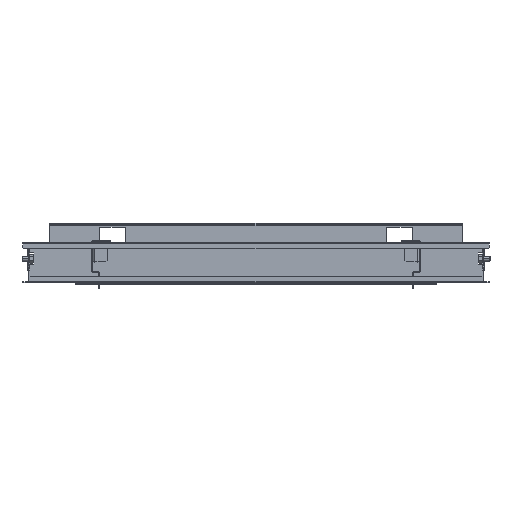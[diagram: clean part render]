
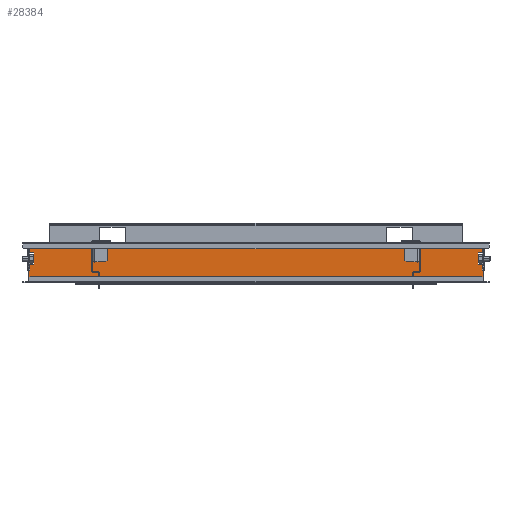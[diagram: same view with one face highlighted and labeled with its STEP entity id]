
A CAD part, front view. The second image highlights one B-rep face of the part: STEP entity #28384.
In plain terms, the highlighted planar face has unit normal (0, -1, 0).
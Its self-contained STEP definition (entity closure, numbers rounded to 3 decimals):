
#1268=DIRECTION('',(0.,0.,-1.));
#1269=VECTOR('',#1268,28.5);
#1270=CARTESIAN_POINT('',(253.,-462.7,-4.));
#1271=LINE('',#1270,#1269);
#1405=DIRECTION('',(1.,0.,0.));
#1406=VECTOR('',#1405,1.5);
#1407=CARTESIAN_POINT('',(351.,-462.7,-9.5));
#1408=LINE('',#1407,#1406);
#1427=DIRECTION('',(0.,0.,1.));
#1428=VECTOR('',#1427,8.5);
#1429=CARTESIAN_POINT('',(351.,-462.7,-18.));
#1430=LINE('',#1429,#1428);
#1750=DIRECTION('',(0.,0.,-1.));
#1751=VECTOR('',#1750,2.5);
#1752=CARTESIAN_POINT('',(344.5,-462.7,-18.));
#1753=LINE('',#1752,#1751);
#1754=DIRECTION('',(0.,0.,-1.));
#1755=VECTOR('',#1754,13.);
#1756=CARTESIAN_POINT('',(344.5,-462.7,-20.5));
#1757=LINE('',#1756,#1755);
#1758=DIRECTION('',(0.,0.,-1.));
#1759=VECTOR('',#1758,2.5);
#1760=CARTESIAN_POINT('',(344.5,-462.7,-33.5));
#1761=LINE('',#1760,#1759);
#1762=DIRECTION('',(1.,0.,0.));
#1763=VECTOR('',#1762,6.5);
#1764=CARTESIAN_POINT('',(344.5,-462.7,-36.));
#1765=LINE('',#1764,#1763);
#1766=DIRECTION('',(0.,0.,-1.));
#1767=VECTOR('',#1766,8.5);
#1768=CARTESIAN_POINT('',(351.,-462.7,-36.));
#1769=LINE('',#1768,#1767);
#1770=DIRECTION('',(1.,0.,0.));
#1771=VECTOR('',#1770,1.5);
#1772=CARTESIAN_POINT('',(351.,-462.7,-44.5));
#1773=LINE('',#1772,#1771);
#1774=DIRECTION('',(0.,0.,-1.));
#1775=VECTOR('',#1774,17.5);
#1776=CARTESIAN_POINT('',(352.5,-462.7,-44.5));
#1777=LINE('',#1776,#1775);
#1778=DIRECTION('',(0.,0.,1.));
#1779=VECTOR('',#1778,17.5);
#1780=CARTESIAN_POINT('',(-352.5,-462.7,-62.));
#1781=LINE('',#1780,#1779);
#1782=DIRECTION('',(-1.,0.,0.));
#1783=VECTOR('',#1782,1.5);
#1784=CARTESIAN_POINT('',(-351.,-462.7,-9.5));
#1785=LINE('',#1784,#1783);
#1786=DIRECTION('',(0.,0.,1.));
#1787=VECTOR('',#1786,5.5);
#1788=CARTESIAN_POINT('',(-352.5,-462.7,-9.5));
#1789=LINE('',#1788,#1787);
#1790=DIRECTION('',(0.,0.,-1.));
#1791=VECTOR('',#1790,28.5);
#1792=CARTESIAN_POINT('',(-253.,-462.7,-4.));
#1793=LINE('',#1792,#1791);
#1794=DIRECTION('',(0.,0.,-1.));
#1795=VECTOR('',#1794,5.5);
#1796=CARTESIAN_POINT('',(352.5,-462.7,-4.));
#1797=LINE('',#1796,#1795);
#1826=DIRECTION('',(1.,0.,0.));
#1827=VECTOR('',#1826,6.5);
#1828=CARTESIAN_POINT('',(344.5,-462.7,-18.));
#1829=LINE('',#1828,#1827);
#1886=DIRECTION('',(-1.,0.,0.));
#1887=VECTOR('',#1886,1.5);
#1888=CARTESIAN_POINT('',(-351.,-462.7,-44.5));
#1889=LINE('',#1888,#1887);
#1908=DIRECTION('',(0.,0.,-1.));
#1909=VECTOR('',#1908,8.5);
#1910=CARTESIAN_POINT('',(-351.,-462.7,-36.));
#1911=LINE('',#1910,#1909);
#2228=DIRECTION('',(0.,0.,-1.));
#2229=VECTOR('',#2228,8.5);
#2230=CARTESIAN_POINT('',(-351.,-462.7,-9.5));
#2231=LINE('',#2230,#2229);
#2268=DIRECTION('',(1.,0.,0.));
#2269=VECTOR('',#2268,6.5);
#2270=CARTESIAN_POINT('',(-351.,-462.7,-18.));
#2271=LINE('',#2270,#2269);
#2280=DIRECTION('',(0.,0.,-1.));
#2281=VECTOR('',#2280,2.5);
#2282=CARTESIAN_POINT('',(-344.5,-462.7,-18.));
#2283=LINE('',#2282,#2281);
#2292=DIRECTION('',(0.,0.,-1.));
#2293=VECTOR('',#2292,13.);
#2294=CARTESIAN_POINT('',(-344.5,-462.7,-20.5));
#2295=LINE('',#2294,#2293);
#2304=DIRECTION('',(0.,0.,-1.));
#2305=VECTOR('',#2304,2.5);
#2306=CARTESIAN_POINT('',(-344.5,-462.7,-33.5));
#2307=LINE('',#2306,#2305);
#2316=DIRECTION('',(-1.,0.,0.));
#2317=VECTOR('',#2316,6.5);
#2318=CARTESIAN_POINT('',(-344.5,-462.7,-36.));
#2319=LINE('',#2318,#2317);
#10780=DIRECTION('',(-1.,0.,0.));
#10781=VECTOR('',#10780,99.5);
#10782=CARTESIAN_POINT('',(352.5,-462.7,-4.));
#10783=LINE('',#10782,#10781);
#10856=DIRECTION('',(-1.,0.,0.));
#10857=VECTOR('',#10856,500.);
#10858=CARTESIAN_POINT('',(250.,-462.7,-4.));
#10859=LINE('',#10858,#10857);
#10864=DIRECTION('',(0.,0.,-1.));
#10865=VECTOR('',#10864,28.5);
#10866=CARTESIAN_POINT('',(-250.,-462.7,-4.));
#10867=LINE('',#10866,#10865);
#10876=DIRECTION('',(-1.,0.,0.));
#10877=VECTOR('',#10876,3.);
#10878=CARTESIAN_POINT('',(-250.,-462.7,-32.5));
#10879=LINE('',#10878,#10877);
#10888=DIRECTION('',(0.,0.,1.));
#10889=VECTOR('',#10888,28.5);
#10890=CARTESIAN_POINT('',(250.,-462.7,-32.5));
#10891=LINE('',#10890,#10889);
#10900=DIRECTION('',(-1.,0.,0.));
#10901=VECTOR('',#10900,3.);
#10902=CARTESIAN_POINT('',(253.,-462.7,-32.5));
#10903=LINE('',#10902,#10901);
#10908=DIRECTION('',(-1.,0.,0.));
#10909=VECTOR('',#10908,99.5);
#10910=CARTESIAN_POINT('',(-253.,-462.7,-4.));
#10911=LINE('',#10910,#10909);
#11246=DIRECTION('',(1.,0.,0.));
#11247=VECTOR('',#11246,705.);
#11248=CARTESIAN_POINT('',(-352.5,-462.7,-62.));
#11249=LINE('',#11248,#11247);
#23629=CARTESIAN_POINT('',(-253.,-462.7,-32.5));
#23631=VERTEX_POINT('',#23629);
#23689=CARTESIAN_POINT('',(344.5,-462.7,-20.5));
#23690=VERTEX_POINT('',#23689);
#23691=CARTESIAN_POINT('',(344.5,-462.7,-33.5));
#23692=VERTEX_POINT('',#23691);
#23693=CARTESIAN_POINT('',(344.5,-462.7,-36.));
#23694=VERTEX_POINT('',#23693);
#23695=CARTESIAN_POINT('',(351.,-462.7,-36.));
#23696=VERTEX_POINT('',#23695);
#23748=CARTESIAN_POINT('',(351.,-462.7,-44.5));
#23749=VERTEX_POINT('',#23748);
#23750=CARTESIAN_POINT('',(352.5,-462.7,-44.5));
#23751=VERTEX_POINT('',#23750);
#23752=CARTESIAN_POINT('',(352.5,-462.7,-62.));
#23753=VERTEX_POINT('',#23752);
#23754=CARTESIAN_POINT('',(352.5,-462.7,-9.5));
#23755=VERTEX_POINT('',#23754);
#23762=CARTESIAN_POINT('',(-352.5,-462.7,-62.));
#23763=VERTEX_POINT('',#23762);
#23764=CARTESIAN_POINT('',(-352.5,-462.7,-4.));
#23765=VERTEX_POINT('',#23764);
#23766=CARTESIAN_POINT('',(-352.5,-462.7,-44.5));
#23767=VERTEX_POINT('',#23766);
#23768=CARTESIAN_POINT('',(-352.5,-462.7,-9.5));
#23769=VERTEX_POINT('',#23768);
#23770=CARTESIAN_POINT('',(344.5,-462.7,-18.));
#23771=VERTEX_POINT('',#23770);
#23772=CARTESIAN_POINT('',(-351.,-462.7,-44.5));
#23773=VERTEX_POINT('',#23772);
#23774=CARTESIAN_POINT('',(-344.5,-462.7,-36.));
#23775=CARTESIAN_POINT('',(-351.,-462.7,-36.));
#23776=VERTEX_POINT('',#23774);
#23777=VERTEX_POINT('',#23775);
#23778=CARTESIAN_POINT('',(-344.5,-462.7,-33.5));
#23779=VERTEX_POINT('',#23778);
#23780=CARTESIAN_POINT('',(-344.5,-462.7,-20.5));
#23781=VERTEX_POINT('',#23780);
#23782=CARTESIAN_POINT('',(-344.5,-462.7,-18.));
#23783=VERTEX_POINT('',#23782);
#23784=CARTESIAN_POINT('',(-351.,-462.7,-18.));
#23785=VERTEX_POINT('',#23784);
#23786=CARTESIAN_POINT('',(-351.,-462.7,-9.5));
#23787=VERTEX_POINT('',#23786);
#23788=CARTESIAN_POINT('',(-253.,-462.7,-4.));
#23789=VERTEX_POINT('',#23788);
#23790=CARTESIAN_POINT('',(-250.,-462.7,-32.5));
#23791=VERTEX_POINT('',#23790);
#23792=CARTESIAN_POINT('',(-250.,-462.7,-4.));
#23793=VERTEX_POINT('',#23792);
#23794=CARTESIAN_POINT('',(250.,-462.7,-32.5));
#23795=CARTESIAN_POINT('',(250.,-462.7,-4.));
#23796=VERTEX_POINT('',#23794);
#23797=VERTEX_POINT('',#23795);
#23798=CARTESIAN_POINT('',(253.,-462.7,-32.5));
#23799=VERTEX_POINT('',#23798);
#23800=CARTESIAN_POINT('',(253.,-462.7,-4.));
#23801=VERTEX_POINT('',#23800);
#23802=CARTESIAN_POINT('',(352.5,-462.7,-4.));
#23803=VERTEX_POINT('',#23802);
#23804=CARTESIAN_POINT('',(351.,-462.7,-9.5));
#23805=VERTEX_POINT('',#23804);
#23806=CARTESIAN_POINT('',(351.,-462.7,-18.));
#23807=VERTEX_POINT('',#23806);
#28320=CARTESIAN_POINT('',(0.,-462.7,-33.));
#28321=DIRECTION('',(0.,1.,0.));
#28322=DIRECTION('',(0.,0.,1.));
#28323=AXIS2_PLACEMENT_3D('',#28320,#28321,#28322);
#28324=PLANE('',#28323);
#28326=ORIENTED_EDGE('',*,*,#28325,.T.);
#28328=ORIENTED_EDGE('',*,*,#28327,.T.);
#28330=ORIENTED_EDGE('',*,*,#28329,.T.);
#28331=ORIENTED_EDGE('',*,*,#28313,.T.);
#28332=ORIENTED_EDGE('',*,*,#28223,.T.);
#28334=ORIENTED_EDGE('',*,*,#28333,.T.);
#28336=ORIENTED_EDGE('',*,*,#28335,.T.);
#28338=ORIENTED_EDGE('',*,*,#28337,.F.);
#28340=ORIENTED_EDGE('',*,*,#28339,.T.);
#28342=ORIENTED_EDGE('',*,*,#28341,.F.);
#28344=ORIENTED_EDGE('',*,*,#28343,.F.);
#28346=ORIENTED_EDGE('',*,*,#28345,.F.);
#28348=ORIENTED_EDGE('',*,*,#28347,.F.);
#28350=ORIENTED_EDGE('',*,*,#28349,.F.);
#28352=ORIENTED_EDGE('',*,*,#28351,.F.);
#28354=ORIENTED_EDGE('',*,*,#28353,.F.);
#28356=ORIENTED_EDGE('',*,*,#28355,.F.);
#28358=ORIENTED_EDGE('',*,*,#28357,.T.);
#28360=ORIENTED_EDGE('',*,*,#28359,.T.);
#28362=ORIENTED_EDGE('',*,*,#28361,.F.);
#28363=ORIENTED_EDGE('',*,*,#27465,.T.);
#28365=ORIENTED_EDGE('',*,*,#28364,.F.);
#28367=ORIENTED_EDGE('',*,*,#28366,.F.);
#28369=ORIENTED_EDGE('',*,*,#28368,.F.);
#28371=ORIENTED_EDGE('',*,*,#28370,.F.);
#28373=ORIENTED_EDGE('',*,*,#28372,.F.);
#28374=ORIENTED_EDGE('',*,*,#27567,.F.);
#28376=ORIENTED_EDGE('',*,*,#28375,.F.);
#28377=ORIENTED_EDGE('',*,*,#27746,.T.);
#28378=ORIENTED_EDGE('',*,*,#27761,.F.);
#28379=ORIENTED_EDGE('',*,*,#27789,.F.);
#28381=ORIENTED_EDGE('',*,*,#28380,.F.);
#28382=EDGE_LOOP('',(#28326,#28328,#28330,#28331,#28332,#28334,#28336,#28338,
#28340,#28342,#28344,#28346,#28348,#28350,#28352,#28354,#28356,#28358,#28360,
#28362,#28363,#28365,#28367,#28369,#28371,#28373,#28374,#28376,#28377,#28378,
#28379,#28381));
#28383=FACE_OUTER_BOUND('',#28382,.F.);
#28384=ADVANCED_FACE('',(#28383),#28324,.F.);
#27465=EDGE_CURVE('',#23789,#23631,#1793,.T.);
#27567=EDGE_CURVE('',#23801,#23799,#1271,.T.);
#27746=EDGE_CURVE('',#23803,#23755,#1797,.T.);
#27761=EDGE_CURVE('',#23805,#23755,#1408,.T.);
#27789=EDGE_CURVE('',#23807,#23805,#1430,.T.);
#28223=EDGE_CURVE('',#23696,#23749,#1769,.T.);
#28313=EDGE_CURVE('',#23694,#23696,#1765,.T.);
#28325=EDGE_CURVE('',#23771,#23690,#1753,.T.);
#28327=EDGE_CURVE('',#23690,#23692,#1757,.T.);
#28329=EDGE_CURVE('',#23692,#23694,#1761,.T.);
#28333=EDGE_CURVE('',#23749,#23751,#1773,.T.);
#28335=EDGE_CURVE('',#23751,#23753,#1777,.T.);
#28337=EDGE_CURVE('',#23763,#23753,#11249,.T.);
#28339=EDGE_CURVE('',#23763,#23767,#1781,.T.);
#28341=EDGE_CURVE('',#23773,#23767,#1889,.T.);
#28343=EDGE_CURVE('',#23777,#23773,#1911,.T.);
#28345=EDGE_CURVE('',#23776,#23777,#2319,.T.);
#28347=EDGE_CURVE('',#23779,#23776,#2307,.T.);
#28349=EDGE_CURVE('',#23781,#23779,#2295,.T.);
#28351=EDGE_CURVE('',#23783,#23781,#2283,.T.);
#28353=EDGE_CURVE('',#23785,#23783,#2271,.T.);
#28355=EDGE_CURVE('',#23787,#23785,#2231,.T.);
#28357=EDGE_CURVE('',#23787,#23769,#1785,.T.);
#28359=EDGE_CURVE('',#23769,#23765,#1789,.T.);
#28361=EDGE_CURVE('',#23789,#23765,#10911,.T.);
#28364=EDGE_CURVE('',#23791,#23631,#10879,.T.);
#28366=EDGE_CURVE('',#23793,#23791,#10867,.T.);
#28368=EDGE_CURVE('',#23797,#23793,#10859,.T.);
#28370=EDGE_CURVE('',#23796,#23797,#10891,.T.);
#28372=EDGE_CURVE('',#23799,#23796,#10903,.T.);
#28375=EDGE_CURVE('',#23803,#23801,#10783,.T.);
#28380=EDGE_CURVE('',#23771,#23807,#1829,.T.);
